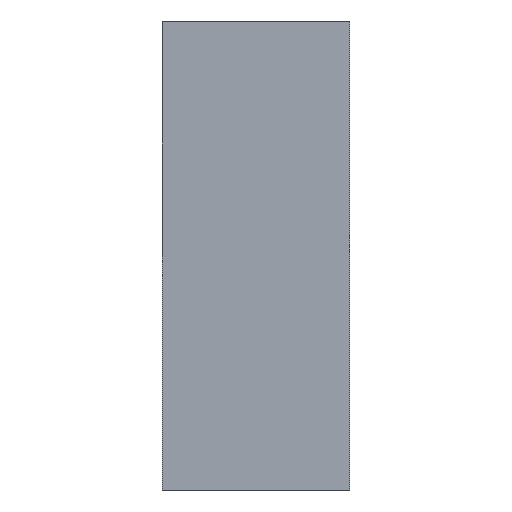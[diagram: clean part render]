
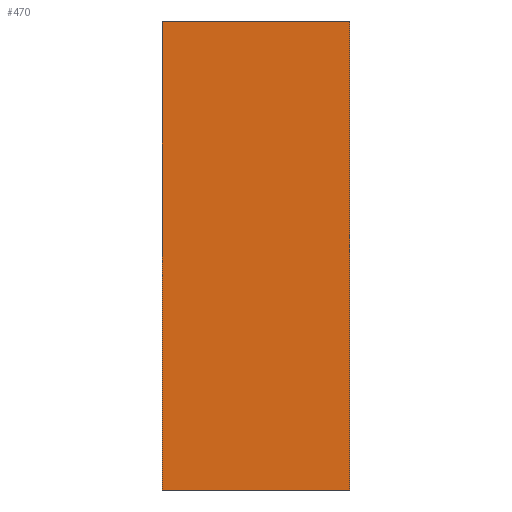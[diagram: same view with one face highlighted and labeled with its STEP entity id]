
A CAD part, left-side view. The second image highlights one B-rep face of the part: STEP entity #470.
In plain terms, the highlighted planar face has unit normal (-1, 0, 0).
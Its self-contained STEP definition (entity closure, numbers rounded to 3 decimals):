
#57=DIRECTION('',(0.,0.,1.));
#58=VECTOR('',#57,25.);
#59=CARTESIAN_POINT('',(0.,-5.,-12.5));
#60=LINE('',#59,#58);
#118=DIRECTION('',(0.,1.,0.));
#119=VECTOR('',#118,10.);
#120=CARTESIAN_POINT('',(0.,-5.,-12.5));
#121=LINE('',#120,#119);
#155=DIRECTION('',(0.,1.,0.));
#156=VECTOR('',#155,10.);
#157=CARTESIAN_POINT('',(0.,-5.,12.5));
#158=LINE('',#157,#156);
#162=DIRECTION('',(0.,0.,1.));
#163=VECTOR('',#162,25.);
#164=CARTESIAN_POINT('',(0.,5.,-12.5));
#165=LINE('',#164,#163);
#372=CARTESIAN_POINT('',(0.,-5.,-12.5));
#373=CARTESIAN_POINT('',(0.,-5.,12.5));
#374=VERTEX_POINT('',#372);
#375=VERTEX_POINT('',#373);
#380=CARTESIAN_POINT('',(0.,5.,-12.5));
#381=CARTESIAN_POINT('',(0.,5.,12.5));
#382=VERTEX_POINT('',#380);
#383=VERTEX_POINT('',#381);
#456=CARTESIAN_POINT('',(0.,-5.,-12.5));
#457=DIRECTION('',(-1.,0.,0.));
#458=DIRECTION('',(0.,0.,1.));
#459=AXIS2_PLACEMENT_3D('',#456,#457,#458);
#460=PLANE('',#459);
#461=ORIENTED_EDGE('',*,*,#433,.F.);
#463=ORIENTED_EDGE('',*,*,#462,.T.);
#465=ORIENTED_EDGE('',*,*,#464,.T.);
#467=ORIENTED_EDGE('',*,*,#466,.F.);
#468=EDGE_LOOP('',(#461,#463,#465,#467));
#469=FACE_OUTER_BOUND('',#468,.F.);
#470=ADVANCED_FACE('',(#469),#460,.T.);
#433=EDGE_CURVE('',#374,#375,#60,.T.);
#462=EDGE_CURVE('',#374,#382,#121,.T.);
#464=EDGE_CURVE('',#382,#383,#165,.T.);
#466=EDGE_CURVE('',#375,#383,#158,.T.);
